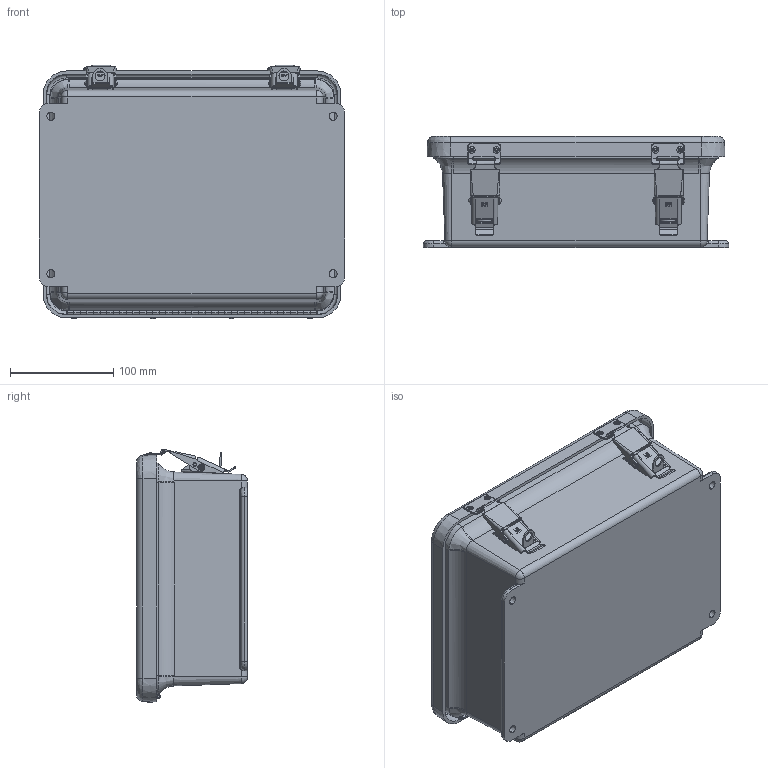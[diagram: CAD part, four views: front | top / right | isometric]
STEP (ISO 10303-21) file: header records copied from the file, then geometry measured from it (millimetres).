
FILE_DESCRIPTION (( 'STEP AP214' ), '1' );
FILE_NAME ('NBF100804-KIT01_3D.step', '2024-06-03T14:32:20', ( '' ), ( '' ), 'SwSTEP 2.0', 'SolidWorks 2022', '' );
FILE_SCHEMA (( 'AUTOMOTIVE_DESIGN' ));
Length unit declared in the file: inch
Products named in the file (24): RMHINGPIN9.5; RMRIV43_2; HPL latch pin 2_2; J1008HLCVR; RMLATJHPL_2; RMINS45821P_32; J1008BHL; RMINS45821P_29; RMKEEPJHPL_2; RMHINGCOV9.5; XFS-0020_91735A827; HPL latch pin_2; RMHINGBOX9.5; RMINS45821P_30; RMHING9.5(J); HPL ANCHOR PLATE_2; HPL LOCKING LAYER_2; RMINS45821P_31; HPL HOOK BLADE_2; GASKET_1008; J1008HL_1; NBF100804-KIT01_3D; RMLATJHPL_1; 1BE04-033
Assembly tree (47 placements, depth 3):
  NBF100804-KIT01_3D
    J1008BHL
      J1008HL_1
      RMINS45821P_29
      RMINS45821P_30
      RMINS45821P_31
      RMINS45821P_32
    J1008HLCVR
    GASKET_1008
    RMHING9.5(J)
      RMHINGCOV9.5
      RMHINGBOX9.5
      RMHINGPIN9.5
    RMRIV43_2  x16
    RMLATJHPL_1
      HPL ANCHOR PLATE_2
      HPL LOCKING LAYER_2
      HPL HOOK BLADE_2
      HPL latch pin_2
      HPL latch pin 2_2
    RMLATJHPL_2
      HPL ANCHOR PLATE_2
      HPL LOCKING LAYER_2
      HPL HOOK BLADE_2
      HPL latch pin_2
      HPL latch pin 2_2
    RMKEEPJHPL_2  x2
    XFS-0020_91735A827  x4
    1BE04-033
Bounding box: 295.27 x 107.16 x 245.08 mm (x, y, z)
Volume: 1258817 mm3; surface area: 627989.6 mm2
Topology: 41 solids, 43 shells, 1745 faces, 4638 edges, 3009 vertices
Faces by surface type: cylinder 956, plane 531, cone 114, bspline 96, torus 40, sphere 8
Entity records: 50883 total; most frequent: CARTESIAN_POINT 13347, ORIENTED_EDGE 5534, DIRECTION 5312, EDGE_CURVE 2769, AXIS2_PLACEMENT_3D 1984, VERTEX_POINT 1797, LINE 1344, VECTOR 1344
